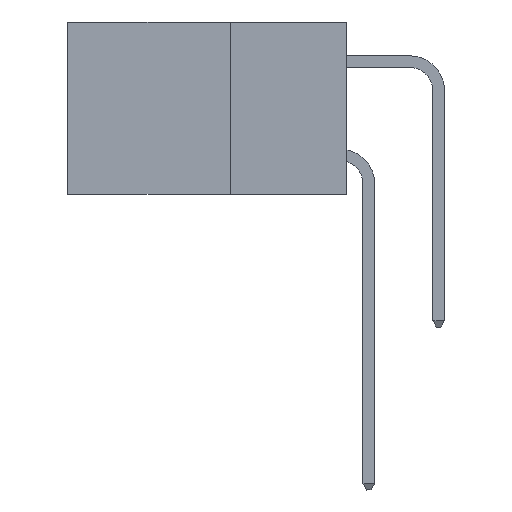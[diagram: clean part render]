
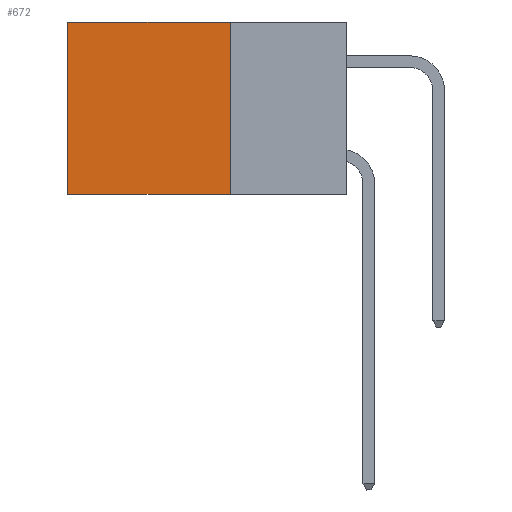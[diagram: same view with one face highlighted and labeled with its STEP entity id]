
A CAD part, left-side view. The second image highlights one B-rep face of the part: STEP entity #672.
In plain terms, the highlighted planar face has unit normal (-1, 0, 0).
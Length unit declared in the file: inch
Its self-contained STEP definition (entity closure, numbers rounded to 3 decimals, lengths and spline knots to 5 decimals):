
#672 = ADVANCED_FACE ( 'NONE', ( #21113 ), #16736, .F. ) ;
#1008 = VECTOR ( 'NONE', #17989, 39.37008 ) ;
#2259 = DIRECTION ( 'NONE',  ( 0., 1., 0. ) ) ;
#2326 = EDGE_CURVE ( 'NONE', #8765, #16921, #7458, .T. ) ;
#2998 = CARTESIAN_POINT ( 'NONE',  ( 0.2875, 0.25, 0. ) ) ;
#3744 = EDGE_CURVE ( 'NONE', #8714, #12067, #24001, .T. ) ;
#4689 = CARTESIAN_POINT ( 'NONE',  ( 0.2875, 0.25, 0. ) ) ;
#4931 = CARTESIAN_POINT ( 'NONE',  ( 0.2875, 0.25, -0.37 ) ) ;
#6009 = EDGE_CURVE ( 'NONE', #16921, #12067, #10624, .T. ) ;
#7458 = LINE ( 'NONE', #4689, #17101 ) ;
#7921 = DIRECTION ( 'NONE',  ( 0., 0., -1. ) ) ;
#8427 = CARTESIAN_POINT ( 'NONE',  ( 0.2875, 0.6, 0. ) ) ;
#8714 = VERTEX_POINT ( 'NONE', #4931 ) ;
#8765 = VERTEX_POINT ( 'NONE', #24731 ) ;
#9097 = ORIENTED_EDGE ( 'NONE', *, *, #2326, .T. ) ;
#10395 = VECTOR ( 'NONE', #19658, 39.37008 ) ;
#10624 = LINE ( 'NONE', #8427, #1008 ) ;
#11288 = AXIS2_PLACEMENT_3D ( 'NONE', #2998, #20252, #7921 ) ;
#11403 = EDGE_LOOP ( 'NONE', ( #19256, #28372, #26885, #9097 ) ) ;
#12067 = VERTEX_POINT ( 'NONE', #29929 ) ;
#15484 = CARTESIAN_POINT ( 'NONE',  ( 0.2875, 0.6, 0. ) ) ;
#16736 = PLANE ( 'NONE',  #11288 ) ;
#16921 = VERTEX_POINT ( 'NONE', #15484 ) ;
#17101 = VECTOR ( 'NONE', #2259, 39.37008 ) ;
#17399 = LINE ( 'NONE', #18900, #20549 ) ;
#17989 = DIRECTION ( 'NONE',  ( 0., 0., -1. ) ) ;
#18900 = CARTESIAN_POINT ( 'NONE',  ( 0.2875, 0.25, 0. ) ) ;
#19256 = ORIENTED_EDGE ( 'NONE', *, *, #6009, .T. ) ;
#19658 = DIRECTION ( 'NONE',  ( 0., 1., 0. ) ) ;
#20252 = DIRECTION ( 'NONE',  ( 1., 0., 0. ) ) ;
#20549 = VECTOR ( 'NONE', #31169, 39.37008 ) ;
#21113 = FACE_OUTER_BOUND ( 'NONE', #11403, .T. ) ;
#21749 = CARTESIAN_POINT ( 'NONE',  ( 0.2875, 0.25, -0.37 ) ) ;
#24001 = LINE ( 'NONE', #21749, #10395 ) ;
#24731 = CARTESIAN_POINT ( 'NONE',  ( 0.2875, 0.25, 0. ) ) ;
#25980 = EDGE_CURVE ( 'NONE', #8765, #8714, #17399, .T. ) ;
#26885 = ORIENTED_EDGE ( 'NONE', *, *, #25980, .F. ) ;
#28372 = ORIENTED_EDGE ( 'NONE', *, *, #3744, .F. ) ;
#29929 = CARTESIAN_POINT ( 'NONE',  ( 0.2875, 0.6, -0.37 ) ) ;
#31169 = DIRECTION ( 'NONE',  ( 0., 0., -1. ) ) ;
